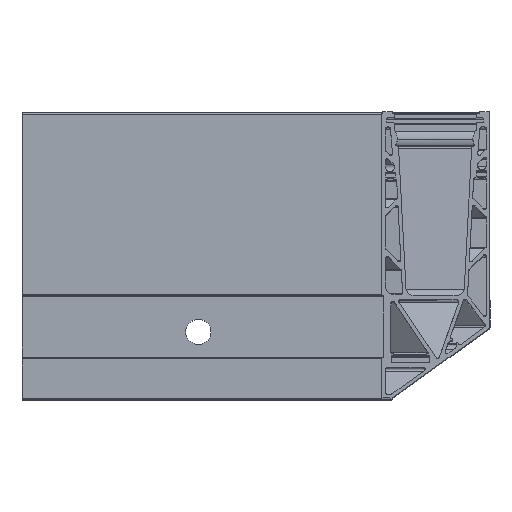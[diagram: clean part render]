
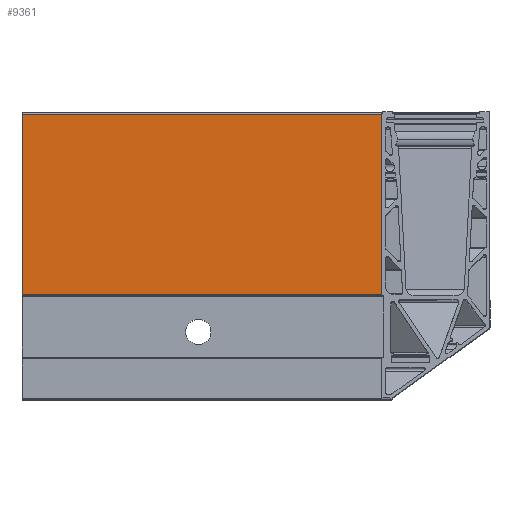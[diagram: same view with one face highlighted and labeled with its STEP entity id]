
A CAD part, top view. The second image highlights one B-rep face of the part: STEP entity #9361.
In plain terms, the highlighted planar face has unit normal (0, 0, 1).
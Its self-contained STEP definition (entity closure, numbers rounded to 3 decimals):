
#14 = CARTESIAN_POINT ( 'NONE',  ( -30., 159., -200. ) ) ;
#23 = CARTESIAN_POINT ( 'NONE',  ( -230., 58.7, -200. ) ) ;
#265 = CARTESIAN_POINT ( 'NONE',  ( 33.1, 159., -200. ) ) ;
#766 = EDGE_CURVE ( 'NONE', #2433, #7404, #1567, .T. ) ;
#1567 = LINE ( 'NONE', #15968, #8123 ) ;
#2433 = VERTEX_POINT ( 'NONE', #7836 ) ;
#2738 = DIRECTION ( 'NONE',  ( -1., 0., 0. ) ) ;
#4447 = EDGE_CURVE ( 'NONE', #13248, #7404, #10193, .T. ) ;
#4802 = CARTESIAN_POINT ( 'NONE',  ( -230., 159., -200. ) ) ;
#5402 = VECTOR ( 'NONE', #2738, 1000. ) ;
#6482 = VECTOR ( 'NONE', #16759, 1000. ) ;
#6615 = FACE_OUTER_BOUND ( 'NONE', #14940, .T. ) ;
#7056 = CARTESIAN_POINT ( 'NONE',  ( -30., 159., -200. ) ) ;
#7404 = VERTEX_POINT ( 'NONE', #23 ) ;
#7836 = CARTESIAN_POINT ( 'NONE',  ( -30., 58.7, -200. ) ) ;
#7898 = PLANE ( 'NONE',  #15145 ) ;
#8123 = VECTOR ( 'NONE', #8290, 1000. ) ;
#8273 = ORIENTED_EDGE ( 'NONE', *, *, #12837, .T. ) ;
#8290 = DIRECTION ( 'NONE',  ( -1., 0., 0. ) ) ;
#9262 = CARTESIAN_POINT ( 'NONE',  ( 33.1, 159., -200. ) ) ;
#9361 = ADVANCED_FACE ( 'NONE', ( #6615 ), #7898, .F. ) ;
#10193 = LINE ( 'NONE', #15396, #6482 ) ;
#10399 = DIRECTION ( 'NONE',  ( 0., 1., 0. ) ) ;
#10559 = LINE ( 'NONE', #265, #5402 ) ;
#11671 = LINE ( 'NONE', #14, #16560 ) ;
#12817 = EDGE_CURVE ( 'NONE', #16863, #13248, #10559, .T. ) ;
#12837 = EDGE_CURVE ( 'NONE', #2433, #16863, #11671, .T. ) ;
#13101 = DIRECTION ( 'NONE',  ( 0., 1., 0. ) ) ;
#13248 = VERTEX_POINT ( 'NONE', #4802 ) ;
#14618 = ORIENTED_EDGE ( 'NONE', *, *, #4447, .T. ) ;
#14940 = EDGE_LOOP ( 'NONE', ( #8273, #15908, #14618, #15035 ) ) ;
#15035 = ORIENTED_EDGE ( 'NONE', *, *, #766, .F. ) ;
#15145 = AXIS2_PLACEMENT_3D ( 'NONE', #9262, #15733, #13101 ) ;
#15396 = CARTESIAN_POINT ( 'NONE',  ( -230., 159., -200. ) ) ;
#15733 = DIRECTION ( 'NONE',  ( 0., 0., -1. ) ) ;
#15908 = ORIENTED_EDGE ( 'NONE', *, *, #12817, .T. ) ;
#15968 = CARTESIAN_POINT ( 'NONE',  ( 33.1, 58.7, -200. ) ) ;
#16560 = VECTOR ( 'NONE', #10399, 1000. ) ;
#16759 = DIRECTION ( 'NONE',  ( 0., -1., 0. ) ) ;
#16863 = VERTEX_POINT ( 'NONE', #7056 ) ;
